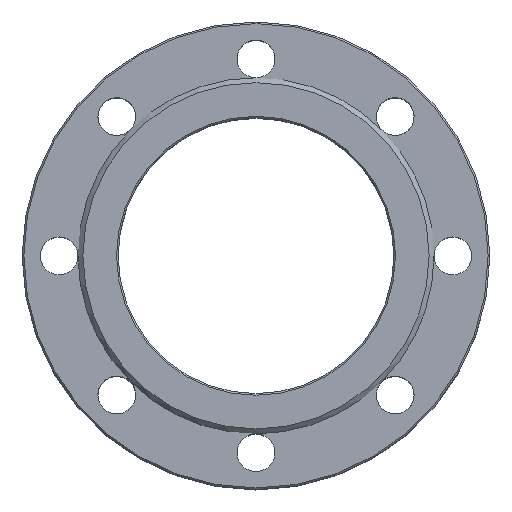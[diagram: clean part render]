
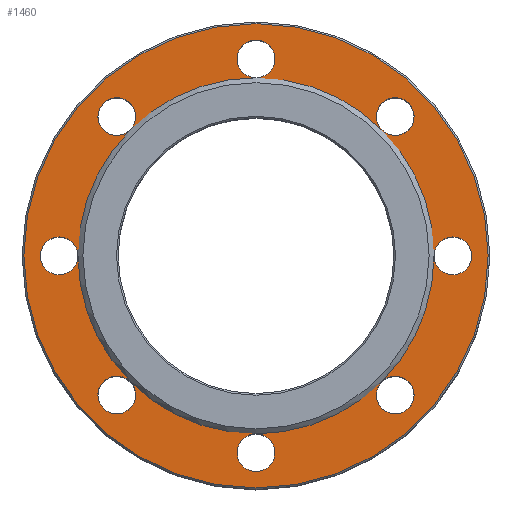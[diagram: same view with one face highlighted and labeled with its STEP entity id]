
A CAD part, top view. The second image highlights one B-rep face of the part: STEP entity #1460.
In plain terms, the highlighted planar face has unit normal (0, 0, 1).
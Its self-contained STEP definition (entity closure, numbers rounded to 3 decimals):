
#114=FACE_BOUND('',#451,.T.);
#136=PLANE('',#1702);
#332=FACE_OUTER_BOUND('',#450,.T.);
#450=EDGE_LOOP('',(#1294));
#451=EDGE_LOOP('',(#1295,#1296,#1297,#1298,#1299,#1300,#1301,#1302,#1303,
#1304,#1305,#1306,#1307,#1308,#1309,#1310,#1311,#1312,#1313,#1314,#1315,
#1316,#1317));
#600=CIRCLE('',#1701,141.5);
#601=CIRCLE('',#1703,11.5);
#602=CIRCLE('',#1704,108.5);
#603=CIRCLE('',#1705,11.5);
#604=CIRCLE('',#1706,11.5);
#605=CIRCLE('',#1707,108.5);
#606=CIRCLE('',#1708,11.5);
#607=CIRCLE('',#1709,11.5);
#608=CIRCLE('',#1710,108.5);
#609=CIRCLE('',#1711,11.5);
#610=CIRCLE('',#1712,11.5);
#611=CIRCLE('',#1713,108.5);
#612=CIRCLE('',#1714,11.5);
#613=CIRCLE('',#1715,108.5);
#614=CIRCLE('',#1716,11.5);
#615=CIRCLE('',#1717,11.5);
#616=CIRCLE('',#1718,108.5);
#617=CIRCLE('',#1719,11.5);
#618=CIRCLE('',#1720,11.5);
#619=CIRCLE('',#1721,108.5);
#620=CIRCLE('',#1722,11.5);
#621=CIRCLE('',#1723,11.5);
#622=CIRCLE('',#1724,108.5);
#623=CIRCLE('',#1725,11.5);
#738=VERTEX_POINT('',#2625);
#739=VERTEX_POINT('',#2629);
#740=VERTEX_POINT('',#2630);
#741=VERTEX_POINT('',#2632);
#742=VERTEX_POINT('',#2634);
#743=VERTEX_POINT('',#2637);
#744=VERTEX_POINT('',#2639);
#745=VERTEX_POINT('',#2642);
#746=VERTEX_POINT('',#2644);
#747=VERTEX_POINT('',#2647);
#748=VERTEX_POINT('',#2650);
#749=VERTEX_POINT('',#2652);
#750=VERTEX_POINT('',#2655);
#751=VERTEX_POINT('',#2657);
#752=VERTEX_POINT('',#2660);
#753=VERTEX_POINT('',#2662);
#926=EDGE_CURVE('',#738,#738,#600,.T.);
#927=EDGE_CURVE('',#739,#740,#601,.T.);
#928=EDGE_CURVE('',#741,#739,#602,.T.);
#929=EDGE_CURVE('',#742,#741,#603,.T.);
#930=EDGE_CURVE('',#741,#742,#604,.T.);
#931=EDGE_CURVE('',#743,#741,#605,.T.);
#932=EDGE_CURVE('',#744,#743,#606,.T.);
#933=EDGE_CURVE('',#743,#744,#607,.T.);
#934=EDGE_CURVE('',#745,#743,#608,.T.);
#935=EDGE_CURVE('',#746,#745,#609,.T.);
#936=EDGE_CURVE('',#745,#746,#610,.T.);
#937=EDGE_CURVE('',#747,#745,#611,.T.);
#938=EDGE_CURVE('',#747,#747,#612,.T.);
#939=EDGE_CURVE('',#748,#747,#613,.T.);
#940=EDGE_CURVE('',#749,#748,#614,.T.);
#941=EDGE_CURVE('',#748,#749,#615,.T.);
#942=EDGE_CURVE('',#750,#748,#616,.T.);
#943=EDGE_CURVE('',#751,#750,#617,.T.);
#944=EDGE_CURVE('',#750,#751,#618,.T.);
#945=EDGE_CURVE('',#752,#750,#619,.T.);
#946=EDGE_CURVE('',#753,#752,#620,.T.);
#947=EDGE_CURVE('',#752,#753,#621,.T.);
#948=EDGE_CURVE('',#739,#752,#622,.T.);
#949=EDGE_CURVE('',#740,#739,#623,.T.);
#1294=ORIENTED_EDGE('',*,*,#926,.F.);
#1295=ORIENTED_EDGE('',*,*,#927,.F.);
#1296=ORIENTED_EDGE('',*,*,#928,.F.);
#1297=ORIENTED_EDGE('',*,*,#929,.F.);
#1298=ORIENTED_EDGE('',*,*,#930,.F.);
#1299=ORIENTED_EDGE('',*,*,#931,.F.);
#1300=ORIENTED_EDGE('',*,*,#932,.F.);
#1301=ORIENTED_EDGE('',*,*,#933,.F.);
#1302=ORIENTED_EDGE('',*,*,#934,.F.);
#1303=ORIENTED_EDGE('',*,*,#935,.F.);
#1304=ORIENTED_EDGE('',*,*,#936,.F.);
#1305=ORIENTED_EDGE('',*,*,#937,.F.);
#1306=ORIENTED_EDGE('',*,*,#938,.F.);
#1307=ORIENTED_EDGE('',*,*,#939,.F.);
#1308=ORIENTED_EDGE('',*,*,#940,.F.);
#1309=ORIENTED_EDGE('',*,*,#941,.F.);
#1310=ORIENTED_EDGE('',*,*,#942,.F.);
#1311=ORIENTED_EDGE('',*,*,#943,.F.);
#1312=ORIENTED_EDGE('',*,*,#944,.F.);
#1313=ORIENTED_EDGE('',*,*,#945,.F.);
#1314=ORIENTED_EDGE('',*,*,#946,.F.);
#1315=ORIENTED_EDGE('',*,*,#947,.F.);
#1316=ORIENTED_EDGE('',*,*,#948,.F.);
#1317=ORIENTED_EDGE('',*,*,#949,.F.);
#1460=ADVANCED_FACE('',(#332,#114),#136,.F.);
#1701=AXIS2_PLACEMENT_3D('',#2627,#2187,#2188);
#1702=AXIS2_PLACEMENT_3D('',#2628,#2189,#2190);
#1703=AXIS2_PLACEMENT_3D('',#2631,#2191,#2192);
#1704=AXIS2_PLACEMENT_3D('',#2633,#2193,#2194);
#1705=AXIS2_PLACEMENT_3D('',#2635,#2195,#2196);
#1706=AXIS2_PLACEMENT_3D('',#2636,#2197,#2198);
#1707=AXIS2_PLACEMENT_3D('',#2638,#2199,#2200);
#1708=AXIS2_PLACEMENT_3D('',#2640,#2201,#2202);
#1709=AXIS2_PLACEMENT_3D('',#2641,#2203,#2204);
#1710=AXIS2_PLACEMENT_3D('',#2643,#2205,#2206);
#1711=AXIS2_PLACEMENT_3D('',#2645,#2207,#2208);
#1712=AXIS2_PLACEMENT_3D('',#2646,#2209,#2210);
#1713=AXIS2_PLACEMENT_3D('',#2648,#2211,#2212);
#1714=AXIS2_PLACEMENT_3D('',#2649,#2213,#2214);
#1715=AXIS2_PLACEMENT_3D('',#2651,#2215,#2216);
#1716=AXIS2_PLACEMENT_3D('',#2653,#2217,#2218);
#1717=AXIS2_PLACEMENT_3D('',#2654,#2219,#2220);
#1718=AXIS2_PLACEMENT_3D('',#2656,#2221,#2222);
#1719=AXIS2_PLACEMENT_3D('',#2658,#2223,#2224);
#1720=AXIS2_PLACEMENT_3D('',#2659,#2225,#2226);
#1721=AXIS2_PLACEMENT_3D('',#2661,#2227,#2228);
#1722=AXIS2_PLACEMENT_3D('',#2663,#2229,#2230);
#1723=AXIS2_PLACEMENT_3D('',#2664,#2231,#2232);
#1724=AXIS2_PLACEMENT_3D('',#2665,#2233,#2234);
#1725=AXIS2_PLACEMENT_3D('',#2666,#2235,#2236);
#2187=DIRECTION('center_axis',(0.,0.,-1.));
#2188=DIRECTION('ref_axis',(1.,0.,0.));
#2189=DIRECTION('center_axis',(0.,0.,-1.));
#2190=DIRECTION('ref_axis',(-1.,0.,0.));
#2191=DIRECTION('center_axis',(0.,0.,1.));
#2192=DIRECTION('ref_axis',(1.,0.,0.));
#2193=DIRECTION('center_axis',(0.,0.,1.));
#2194=DIRECTION('ref_axis',(1.,0.,0.));
#2195=DIRECTION('center_axis',(0.,0.,1.));
#2196=DIRECTION('ref_axis',(1.,0.,0.));
#2197=DIRECTION('center_axis',(0.,0.,1.));
#2198=DIRECTION('ref_axis',(1.,0.,0.));
#2199=DIRECTION('center_axis',(0.,0.,1.));
#2200=DIRECTION('ref_axis',(1.,0.,0.));
#2201=DIRECTION('center_axis',(0.,0.,1.));
#2202=DIRECTION('ref_axis',(1.,0.,0.));
#2203=DIRECTION('center_axis',(0.,0.,1.));
#2204=DIRECTION('ref_axis',(1.,0.,0.));
#2205=DIRECTION('center_axis',(0.,0.,1.));
#2206=DIRECTION('ref_axis',(1.,0.,0.));
#2207=DIRECTION('center_axis',(0.,0.,1.));
#2208=DIRECTION('ref_axis',(1.,0.,0.));
#2209=DIRECTION('center_axis',(0.,0.,1.));
#2210=DIRECTION('ref_axis',(1.,0.,0.));
#2211=DIRECTION('center_axis',(0.,0.,1.));
#2212=DIRECTION('ref_axis',(1.,0.,0.));
#2213=DIRECTION('center_axis',(0.,0.,1.));
#2214=DIRECTION('ref_axis',(1.,0.,0.));
#2215=DIRECTION('center_axis',(0.,0.,1.));
#2216=DIRECTION('ref_axis',(1.,0.,0.));
#2217=DIRECTION('center_axis',(0.,0.,1.));
#2218=DIRECTION('ref_axis',(1.,0.,0.));
#2219=DIRECTION('center_axis',(0.,0.,1.));
#2220=DIRECTION('ref_axis',(1.,0.,0.));
#2221=DIRECTION('center_axis',(0.,0.,1.));
#2222=DIRECTION('ref_axis',(1.,0.,0.));
#2223=DIRECTION('center_axis',(0.,0.,1.));
#2224=DIRECTION('ref_axis',(1.,0.,0.));
#2225=DIRECTION('center_axis',(0.,0.,1.));
#2226=DIRECTION('ref_axis',(1.,0.,0.));
#2227=DIRECTION('center_axis',(0.,0.,1.));
#2228=DIRECTION('ref_axis',(1.,0.,0.));
#2229=DIRECTION('center_axis',(0.,0.,1.));
#2230=DIRECTION('ref_axis',(1.,0.,0.));
#2231=DIRECTION('center_axis',(0.,0.,1.));
#2232=DIRECTION('ref_axis',(1.,0.,0.));
#2233=DIRECTION('center_axis',(0.,0.,1.));
#2234=DIRECTION('ref_axis',(1.,0.,0.));
#2235=DIRECTION('center_axis',(0.,0.,1.));
#2236=DIRECTION('ref_axis',(1.,0.,0.));
#2625=CARTESIAN_POINT('',(-141.5,0.,0.));
#2627=CARTESIAN_POINT('Origin',(0.,0.,0.));
#2628=CARTESIAN_POINT('Origin',(0.,0.,0.));
#2629=CARTESIAN_POINT('',(-108.5,0.,0.));
#2630=CARTESIAN_POINT('',(-131.5,0.,0.));
#2631=CARTESIAN_POINT('Origin',(-120.,0.,0.));
#2632=CARTESIAN_POINT('',(-76.721,76.721,0.));
#2633=CARTESIAN_POINT('Origin',(0.,0.,0.));
#2634=CARTESIAN_POINT('',(-96.353,84.853,0.));
#2635=CARTESIAN_POINT('Origin',(-84.853,84.853,0.));
#2636=CARTESIAN_POINT('Origin',(-84.853,84.853,0.));
#2637=CARTESIAN_POINT('',(0.,108.5,0.));
#2638=CARTESIAN_POINT('Origin',(0.,0.,0.));
#2639=CARTESIAN_POINT('',(-11.5,120.,0.));
#2640=CARTESIAN_POINT('Origin',(0.,120.,0.));
#2641=CARTESIAN_POINT('Origin',(0.,120.,0.));
#2642=CARTESIAN_POINT('',(76.721,76.721,0.));
#2643=CARTESIAN_POINT('Origin',(0.,0.,0.));
#2644=CARTESIAN_POINT('',(73.353,84.853,0.));
#2645=CARTESIAN_POINT('Origin',(84.853,84.853,0.));
#2646=CARTESIAN_POINT('Origin',(84.853,84.853,0.));
#2647=CARTESIAN_POINT('',(108.5,0.,0.));
#2648=CARTESIAN_POINT('Origin',(0.,0.,0.));
#2649=CARTESIAN_POINT('Origin',(120.,0.,0.));
#2650=CARTESIAN_POINT('',(76.721,-76.721,0.));
#2651=CARTESIAN_POINT('Origin',(0.,0.,0.));
#2652=CARTESIAN_POINT('',(73.353,-84.853,0.));
#2653=CARTESIAN_POINT('Origin',(84.853,-84.853,0.));
#2654=CARTESIAN_POINT('Origin',(84.853,-84.853,0.));
#2655=CARTESIAN_POINT('',(0.,-108.5,0.));
#2656=CARTESIAN_POINT('Origin',(0.,0.,0.));
#2657=CARTESIAN_POINT('',(-11.5,-120.,0.));
#2658=CARTESIAN_POINT('Origin',(0.,-120.,0.));
#2659=CARTESIAN_POINT('Origin',(0.,-120.,0.));
#2660=CARTESIAN_POINT('',(-76.721,-76.721,0.));
#2661=CARTESIAN_POINT('Origin',(0.,0.,0.));
#2662=CARTESIAN_POINT('',(-96.353,-84.853,0.));
#2663=CARTESIAN_POINT('Origin',(-84.853,-84.853,0.));
#2664=CARTESIAN_POINT('Origin',(-84.853,-84.853,0.));
#2665=CARTESIAN_POINT('Origin',(0.,0.,0.));
#2666=CARTESIAN_POINT('Origin',(-120.,0.,0.));
